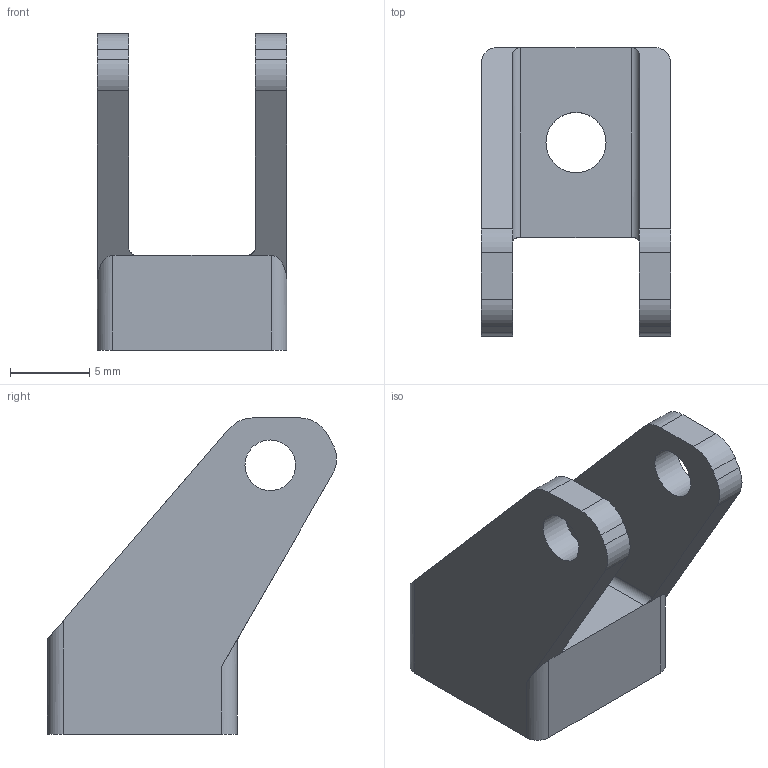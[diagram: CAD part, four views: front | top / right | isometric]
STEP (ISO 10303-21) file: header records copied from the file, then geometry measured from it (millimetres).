
FILE_DESCRIPTION(/* description */ (''),/* implementation_level */ '2;1');
FILE_NAME(/* name */ 'PrzegubDolny.stp',/* time_stamp */ '2025-06-27T23:45:42+02:00',/* author */ ('isan'),/* organization */ (''),/* preprocessor_version */ 'ST-DEVELOPER v20.1',/* originating_system */ 'Autodesk Inventor 2026',/* authorisation */ '');
FILE_SCHEMA (('AUTOMOTIVE_DESIGN { 1 0 10303 214 3 1 1 }'));
Length unit declared in the file: millimetre
Products named in the file (1): PrzegubDolny
Bounding box: 12 x 18.27 x 20 mm (x, y, z)
Volume: 1137.7 mm3; surface area: 1317.4 mm2
Topology: 1 solids, 1 shells, 34 faces, 89 edges, 58 vertices
Faces by surface type: plane 17, cylinder 16, torus 1
Full cylindrical faces by diameter (mm): 3.2 x2, 3.8 x1, 8.2 x1
Entity records: 1111 total; most frequent: DIRECTION 194, CARTESIAN_POINT 182, ORIENTED_EDGE 178, EDGE_CURVE 89, AXIS2_PLACEMENT_3D 70, VERTEX_POINT 58, LINE 54, VECTOR 54
